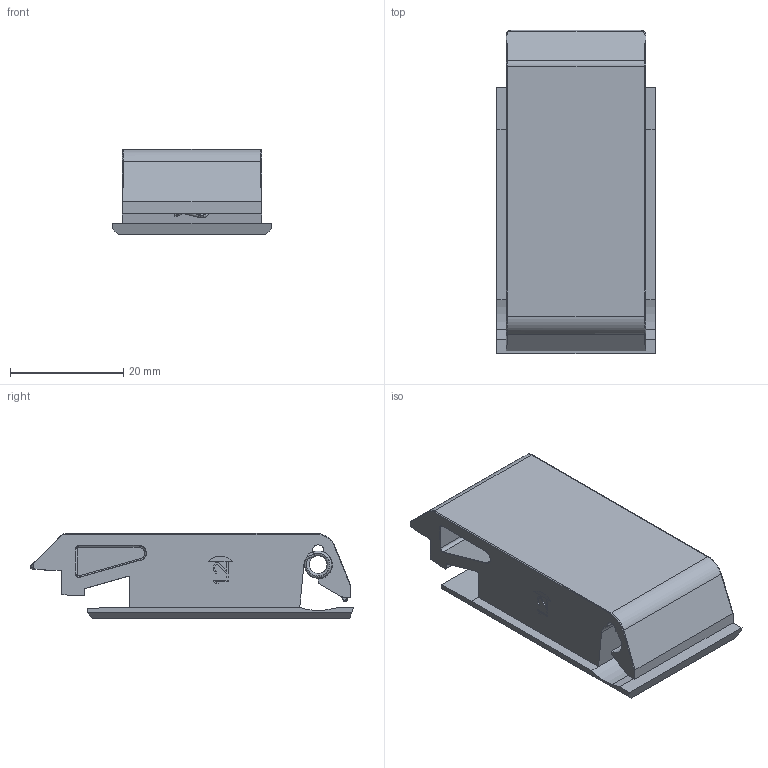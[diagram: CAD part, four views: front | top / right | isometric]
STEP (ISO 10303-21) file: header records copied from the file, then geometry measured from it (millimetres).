
FILE_DESCRIPTION(/* description */ (''),/* implementation_level */ '2;1');
FILE_NAME(/* name */ '1-485.stp',/* time_stamp */ '2023-11-21T11:55:55-05:00',/* author */ ('dtinay'),/* organization */ ('Eberhard Manufacturing Company'),/* preprocessor_version */ 'ST-DEVELOPER v20',/* originating_system */ 'Autodesk Inventor 2024',/* authorisation */ '');
FILE_SCHEMA (('AUTOMOTIVE_DESIGN { 1 0 10303 214 3 1 1 }'));
Length unit declared in the file: millimetre
Products named in the file (1): 1-485
Bounding box: 28 x 57 x 15 mm (x, y, z)
Volume: 8854.1 mm3; surface area: 8635.4 mm2
Topology: 2 solids, 3 shells, 391 faces, 988 edges, 626 vertices
Faces by surface type: plane 207, bspline 111, cylinder 71, torus 2
Full cylindrical faces by diameter (mm): 3 x2, 4 x1
Entity records: 22731 total; most frequent: CARTESIAN_POINT 13963, ORIENTED_EDGE 1974, DIRECTION 1495, EDGE_CURVE 988, LINE 643, VECTOR 643, VERTEX_POINT 626, AXIS2_PLACEMENT_3D 426
